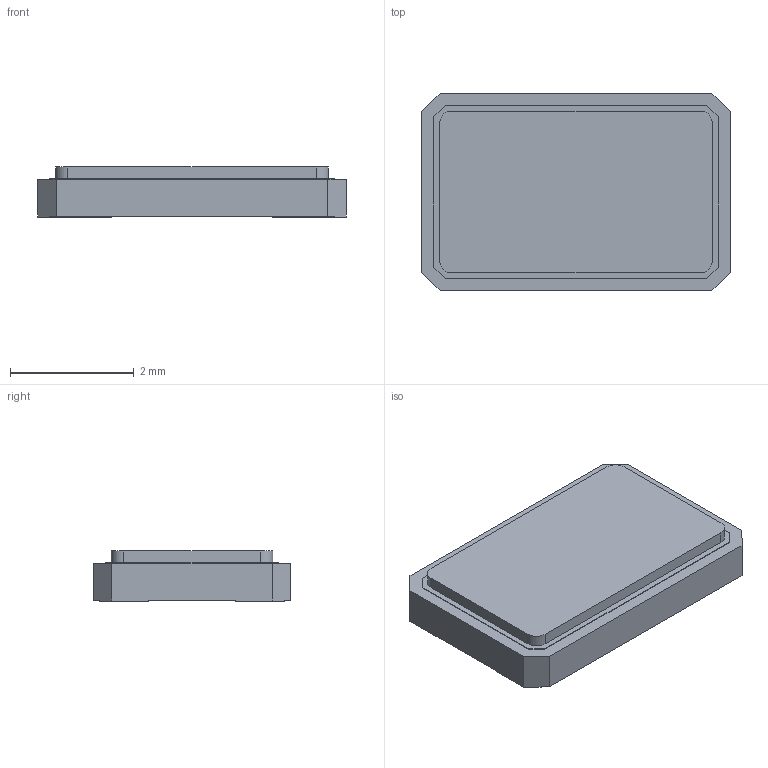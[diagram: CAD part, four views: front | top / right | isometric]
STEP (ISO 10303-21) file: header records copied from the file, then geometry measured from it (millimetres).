
FILE_DESCRIPTION(('FreeCAD Model'),'2;1');
FILE_NAME('XTAL_AM3B.STEP','2016-02-15T10:01:01',('Author'),(''), 'Open CASCADE STEP processor 6.8','FreeCAD','Unknown');
FILE_SCHEMA(('AUTOMOTIVE_DESIGN_CC2 { 1 2 10303 214 -1 1 5 4 }'));
Length unit declared in the file: millimetre
Products named in the file (1): XTAL_AM3B
Bounding box: 5 x 3.2 x 0.81 mm (x, y, z)
Volume: 11.8 mm3; surface area: 44 mm2
Topology: 1 solids, 1 shells, 48 faces, 132 edges, 88 vertices
Faces by surface type: plane 44, cylinder 4
Entity records: 3934 total; most frequent: CARTESIAN_POINT 941, DIRECTION 482, LINE 364, VECTOR 364, ORIENTED_EDGE 264, PCURVE 264, DEFINITIONAL_REPRESENTATION 264, EDGE_CURVE 132
